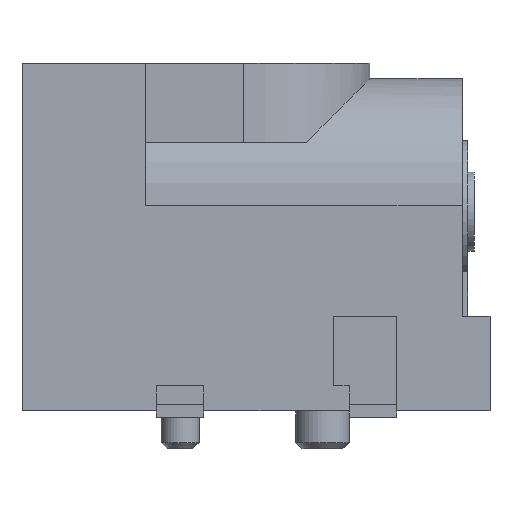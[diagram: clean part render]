
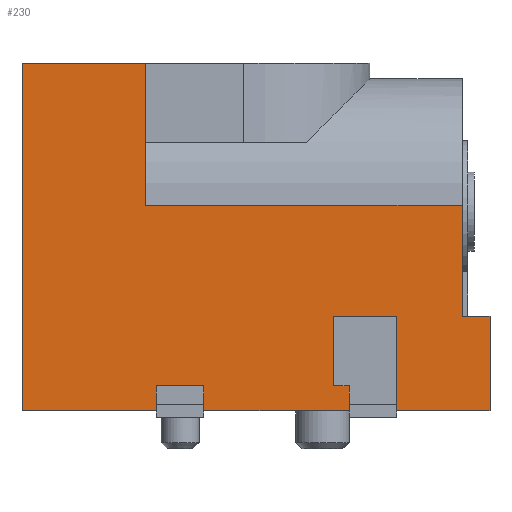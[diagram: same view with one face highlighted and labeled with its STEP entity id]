
A CAD part, front view. The second image highlights one B-rep face of the part: STEP entity #230.
In plain terms, the highlighted planar face has unit normal (0, -1, 0).
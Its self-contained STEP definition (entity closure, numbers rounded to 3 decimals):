
#90 = VERTEX_POINT('',#91);
#91 = CARTESIAN_POINT('',(-3.8,-4.5,0.2));
#97 = EDGE_CURVE('',#90,#98,#100,.T.);
#98 = VERTEX_POINT('',#99);
#99 = CARTESIAN_POINT('',(-3.8,-4.5,1.));
#100 = LINE('',#101,#102);
#101 = CARTESIAN_POINT('',(-3.8,-4.5,0.));
#102 = VECTOR('',#103,1.);
#103 = DIRECTION('',(0.,0.,1.));
#147 = VERTEX_POINT('',#148);
#148 = CARTESIAN_POINT('',(-2.3,-4.5,0.2));
#169 = VERTEX_POINT('',#170);
#170 = CARTESIAN_POINT('',(-2.3,-4.5,1.));
#178 = EDGE_CURVE('',#169,#147,#179,.T.);
#179 = LINE('',#180,#181);
#180 = CARTESIAN_POINT('',(-2.3,-4.5,1.));
#181 = VECTOR('',#182,1.);
#182 = DIRECTION('',(0.,0.,-1.));
#230 = ADVANCED_FACE('',(#231),#359,.F.);
#231 = FACE_BOUND('',#232,.F.);
#232 = EDGE_LOOP('',(#233,#243,#251,#259,#267,#275,#283,#291,#297,#298,
    #304,#305,#313,#321,#329,#337,#345,#353));
#233 = ORIENTED_EDGE('',*,*,#234,.F.);
#234 = EDGE_CURVE('',#235,#237,#239,.T.);
#235 = VERTEX_POINT('',#236);
#236 = CARTESIAN_POINT('',(6.75,-4.5,0.2));
#237 = VERTEX_POINT('',#238);
#238 = CARTESIAN_POINT('',(6.75,-4.5,3.2));
#239 = LINE('',#240,#241);
#240 = CARTESIAN_POINT('',(6.75,-4.5,0.2));
#241 = VECTOR('',#242,1.);
#242 = DIRECTION('',(0.,0.,1.));
#243 = ORIENTED_EDGE('',*,*,#244,.F.);
#244 = EDGE_CURVE('',#245,#235,#247,.T.);
#245 = VERTEX_POINT('',#246);
#246 = CARTESIAN_POINT('',(3.8,-4.5,0.2));
#247 = LINE('',#248,#249);
#248 = CARTESIAN_POINT('',(-8.05,-4.5,0.2));
#249 = VECTOR('',#250,1.);
#250 = DIRECTION('',(1.,0.,0.));
#251 = ORIENTED_EDGE('',*,*,#252,.F.);
#252 = EDGE_CURVE('',#253,#245,#255,.T.);
#253 = VERTEX_POINT('',#254);
#254 = CARTESIAN_POINT('',(3.8,-4.5,3.2));
#255 = LINE('',#256,#257);
#256 = CARTESIAN_POINT('',(3.8,-4.5,3.2));
#257 = VECTOR('',#258,1.);
#258 = DIRECTION('',(0.,0.,-1.));
#259 = ORIENTED_EDGE('',*,*,#260,.F.);
#260 = EDGE_CURVE('',#261,#253,#263,.T.);
#261 = VERTEX_POINT('',#262);
#262 = CARTESIAN_POINT('',(1.8,-4.5,3.2));
#263 = LINE('',#264,#265);
#264 = CARTESIAN_POINT('',(1.8,-4.5,3.2));
#265 = VECTOR('',#266,1.);
#266 = DIRECTION('',(1.,0.,0.));
#267 = ORIENTED_EDGE('',*,*,#268,.F.);
#268 = EDGE_CURVE('',#269,#261,#271,.T.);
#269 = VERTEX_POINT('',#270);
#270 = CARTESIAN_POINT('',(1.8,-4.5,1.));
#271 = LINE('',#272,#273);
#272 = CARTESIAN_POINT('',(1.8,-4.5,1.));
#273 = VECTOR('',#274,1.);
#274 = DIRECTION('',(0.,0.,1.));
#275 = ORIENTED_EDGE('',*,*,#276,.T.);
#276 = EDGE_CURVE('',#269,#277,#279,.T.);
#277 = VERTEX_POINT('',#278);
#278 = CARTESIAN_POINT('',(2.3,-4.5,1.));
#279 = LINE('',#280,#281);
#280 = CARTESIAN_POINT('',(1.8,-4.5,1.));
#281 = VECTOR('',#282,1.);
#282 = DIRECTION('',(1.,0.,0.));
#283 = ORIENTED_EDGE('',*,*,#284,.T.);
#284 = EDGE_CURVE('',#277,#285,#287,.T.);
#285 = VERTEX_POINT('',#286);
#286 = CARTESIAN_POINT('',(2.3,-4.5,0.2));
#287 = LINE('',#288,#289);
#288 = CARTESIAN_POINT('',(2.3,-4.5,1.));
#289 = VECTOR('',#290,1.);
#290 = DIRECTION('',(0.,0.,-1.));
#291 = ORIENTED_EDGE('',*,*,#292,.F.);
#292 = EDGE_CURVE('',#147,#285,#293,.T.);
#293 = LINE('',#294,#295);
#294 = CARTESIAN_POINT('',(-8.05,-4.5,0.2));
#295 = VECTOR('',#296,1.);
#296 = DIRECTION('',(1.,0.,0.));
#297 = ORIENTED_EDGE('',*,*,#178,.F.);
#298 = ORIENTED_EDGE('',*,*,#299,.F.);
#299 = EDGE_CURVE('',#98,#169,#300,.T.);
#300 = LINE('',#301,#302);
#301 = CARTESIAN_POINT('',(-3.8,-4.5,1.));
#302 = VECTOR('',#303,1.);
#303 = DIRECTION('',(1.,0.,0.));
#304 = ORIENTED_EDGE('',*,*,#97,.F.);
#305 = ORIENTED_EDGE('',*,*,#306,.F.);
#306 = EDGE_CURVE('',#307,#90,#309,.T.);
#307 = VERTEX_POINT('',#308);
#308 = CARTESIAN_POINT('',(-8.05,-4.5,0.2));
#309 = LINE('',#310,#311);
#310 = CARTESIAN_POINT('',(-8.05,-4.5,0.2));
#311 = VECTOR('',#312,1.);
#312 = DIRECTION('',(1.,0.,0.));
#313 = ORIENTED_EDGE('',*,*,#314,.T.);
#314 = EDGE_CURVE('',#307,#315,#317,.T.);
#315 = VERTEX_POINT('',#316);
#316 = CARTESIAN_POINT('',(-8.05,-4.5,11.2));
#317 = LINE('',#318,#319);
#318 = CARTESIAN_POINT('',(-8.05,-4.5,0.2));
#319 = VECTOR('',#320,1.);
#320 = DIRECTION('',(0.,0.,1.));
#321 = ORIENTED_EDGE('',*,*,#322,.T.);
#322 = EDGE_CURVE('',#315,#323,#325,.T.);
#323 = VERTEX_POINT('',#324);
#324 = CARTESIAN_POINT('',(-4.15,-4.5,11.2));
#325 = LINE('',#326,#327);
#326 = CARTESIAN_POINT('',(-8.05,-4.5,11.2));
#327 = VECTOR('',#328,1.);
#328 = DIRECTION('',(1.,0.,0.));
#329 = ORIENTED_EDGE('',*,*,#330,.F.);
#330 = EDGE_CURVE('',#331,#323,#333,.T.);
#331 = VERTEX_POINT('',#332);
#332 = CARTESIAN_POINT('',(-4.15,-4.5,6.7));
#333 = LINE('',#334,#335);
#334 = CARTESIAN_POINT('',(-4.15,-4.5,6.7));
#335 = VECTOR('',#336,1.);
#336 = DIRECTION('',(0.,0.,1.));
#337 = ORIENTED_EDGE('',*,*,#338,.F.);
#338 = EDGE_CURVE('',#339,#331,#341,.T.);
#339 = VERTEX_POINT('',#340);
#340 = CARTESIAN_POINT('',(5.87,-4.5,6.7));
#341 = LINE('',#342,#343);
#342 = CARTESIAN_POINT('',(6.75,-4.5,6.7));
#343 = VECTOR('',#344,1.);
#344 = DIRECTION('',(-1.,0.,0.));
#345 = ORIENTED_EDGE('',*,*,#346,.T.);
#346 = EDGE_CURVE('',#339,#347,#349,.T.);
#347 = VERTEX_POINT('',#348);
#348 = CARTESIAN_POINT('',(5.87,-4.5,3.2));
#349 = LINE('',#350,#351);
#350 = CARTESIAN_POINT('',(5.87,-4.5,6.7));
#351 = VECTOR('',#352,1.);
#352 = DIRECTION('',(0.,0.,-1.));
#353 = ORIENTED_EDGE('',*,*,#354,.F.);
#354 = EDGE_CURVE('',#237,#347,#355,.T.);
#355 = LINE('',#356,#357);
#356 = CARTESIAN_POINT('',(6.75,-4.5,3.2));
#357 = VECTOR('',#358,1.);
#358 = DIRECTION('',(-1.,0.,0.));
#359 = PLANE('',#360);
#360 = AXIS2_PLACEMENT_3D('',#361,#362,#363);
#361 = CARTESIAN_POINT('',(-8.05,-4.5,0.2));
#362 = DIRECTION('',(0.,1.,0.));
#363 = DIRECTION('',(0.,0.,1.));
